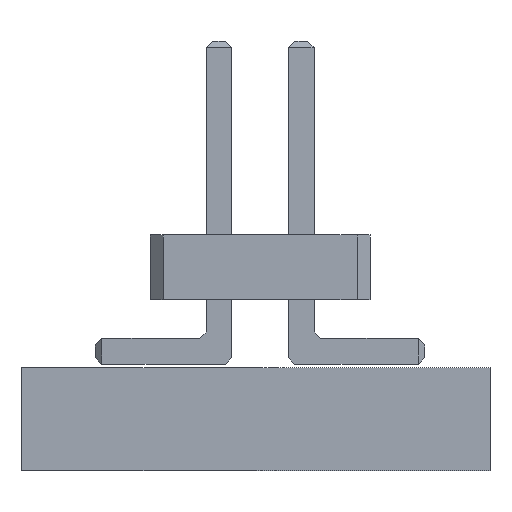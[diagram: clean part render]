
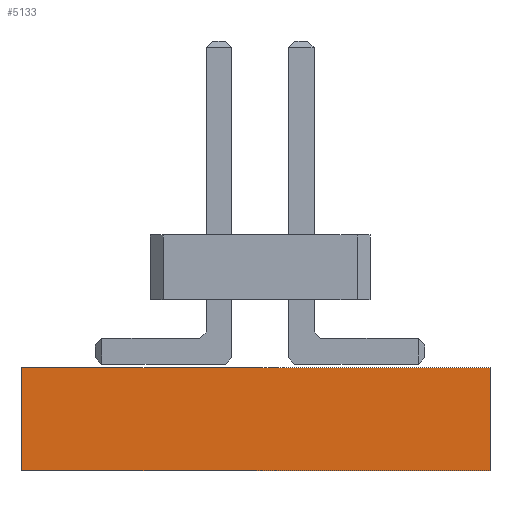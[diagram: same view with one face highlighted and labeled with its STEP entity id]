
A CAD part, front view. The second image highlights one B-rep face of the part: STEP entity #5133.
In plain terms, the highlighted planar face has unit normal (0, -1, 0).
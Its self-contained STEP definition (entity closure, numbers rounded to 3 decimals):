
#4579 = PLANE('',#4580);
#4580 = AXIS2_PLACEMENT_3D('',#4581,#4582,#4583);
#4581 = CARTESIAN_POINT('',(62.23,-25.4,0.));
#4582 = DIRECTION('',(-1.,0.,0.));
#4583 = DIRECTION('',(0.,1.,0.));
#4607 = PLANE('',#4608);
#4608 = AXIS2_PLACEMENT_3D('',#4609,#4610,#4611);
#4609 = CARTESIAN_POINT('',(65.85,-20.638,1.6));
#4610 = DIRECTION('',(0.,0.,-1.));
#4611 = DIRECTION('',(-1.,0.,0.));
#4635 = PLANE('',#4636);
#4636 = AXIS2_PLACEMENT_3D('',#4637,#4638,#4639);
#4637 = CARTESIAN_POINT('',(69.469,-15.875,0.));
#4638 = DIRECTION('',(1.,0.,0.));
#4639 = DIRECTION('',(0.,-1.,0.));
#4661 = PLANE('',#4662);
#4662 = AXIS2_PLACEMENT_3D('',#4663,#4664,#4665);
#4663 = CARTESIAN_POINT('',(65.85,-20.638,0.));
#4664 = DIRECTION('',(0.,0.,-1.));
#4665 = DIRECTION('',(-1.,0.,0.));
#4676 = EDGE_CURVE('',#4677,#4679,#4681,.T.);
#4677 = VERTEX_POINT('',#4678);
#4678 = CARTESIAN_POINT('',(62.23,-25.4,0.));
#4679 = VERTEX_POINT('',#4680);
#4680 = CARTESIAN_POINT('',(62.23,-25.4,1.6));
#4681 = SURFACE_CURVE('',#4682,(#4686,#4693),.PCURVE_S1.);
#4682 = LINE('',#4683,#4684);
#4683 = CARTESIAN_POINT('',(62.23,-25.4,0.));
#4684 = VECTOR('',#4685,1.);
#4685 = DIRECTION('',(0.,0.,1.));
#4686 = PCURVE('',#4579,#4687);
#4687 = DEFINITIONAL_REPRESENTATION('',(#4688),#4692);
#4688 = LINE('',#4689,#4690);
#4689 = CARTESIAN_POINT('',(0.,0.));
#4690 = VECTOR('',#4691,1.);
#4691 = DIRECTION('',(0.,-1.));
#4692 = ( GEOMETRIC_REPRESENTATION_CONTEXT(2) 
PARAMETRIC_REPRESENTATION_CONTEXT() REPRESENTATION_CONTEXT('2D SPACE',''
  ) );
#4693 = PCURVE('',#4694,#4699);
#4694 = PLANE('',#4695);
#4695 = AXIS2_PLACEMENT_3D('',#4696,#4697,#4698);
#4696 = CARTESIAN_POINT('',(69.469,-25.4,0.));
#4697 = DIRECTION('',(0.,-1.,0.));
#4698 = DIRECTION('',(-1.,0.,0.));
#4699 = DEFINITIONAL_REPRESENTATION('',(#4700),#4704);
#4700 = LINE('',#4701,#4702);
#4701 = CARTESIAN_POINT('',(7.239,0.));
#4702 = VECTOR('',#4703,1.);
#4703 = DIRECTION('',(0.,-1.));
#4704 = ( GEOMETRIC_REPRESENTATION_CONTEXT(2) 
PARAMETRIC_REPRESENTATION_CONTEXT() REPRESENTATION_CONTEXT('2D SPACE',''
  ) );
#4754 = VERTEX_POINT('',#4755);
#4755 = CARTESIAN_POINT('',(69.469,-25.4,1.6));
#4776 = EDGE_CURVE('',#4777,#4754,#4779,.T.);
#4777 = VERTEX_POINT('',#4778);
#4778 = CARTESIAN_POINT('',(69.469,-25.4,0.));
#4779 = SURFACE_CURVE('',#4780,(#4784,#4791),.PCURVE_S1.);
#4780 = LINE('',#4781,#4782);
#4781 = CARTESIAN_POINT('',(69.469,-25.4,0.));
#4782 = VECTOR('',#4783,1.);
#4783 = DIRECTION('',(0.,0.,1.));
#4784 = PCURVE('',#4635,#4785);
#4785 = DEFINITIONAL_REPRESENTATION('',(#4786),#4790);
#4786 = LINE('',#4787,#4788);
#4787 = CARTESIAN_POINT('',(9.525,0.));
#4788 = VECTOR('',#4789,1.);
#4789 = DIRECTION('',(0.,-1.));
#4790 = ( GEOMETRIC_REPRESENTATION_CONTEXT(2) 
PARAMETRIC_REPRESENTATION_CONTEXT() REPRESENTATION_CONTEXT('2D SPACE',''
  ) );
#4791 = PCURVE('',#4694,#4792);
#4792 = DEFINITIONAL_REPRESENTATION('',(#4793),#4797);
#4793 = LINE('',#4794,#4795);
#4794 = CARTESIAN_POINT('',(0.,0.));
#4795 = VECTOR('',#4796,1.);
#4796 = DIRECTION('',(0.,-1.));
#4797 = ( GEOMETRIC_REPRESENTATION_CONTEXT(2) 
PARAMETRIC_REPRESENTATION_CONTEXT() REPRESENTATION_CONTEXT('2D SPACE',''
  ) );
#4825 = EDGE_CURVE('',#4777,#4677,#4826,.T.);
#4826 = SURFACE_CURVE('',#4827,(#4831,#4838),.PCURVE_S1.);
#4827 = LINE('',#4828,#4829);
#4828 = CARTESIAN_POINT('',(69.469,-25.4,0.));
#4829 = VECTOR('',#4830,1.);
#4830 = DIRECTION('',(-1.,0.,0.));
#4831 = PCURVE('',#4661,#4832);
#4832 = DEFINITIONAL_REPRESENTATION('',(#4833),#4837);
#4833 = LINE('',#4834,#4835);
#4834 = CARTESIAN_POINT('',(-3.62,-4.763));
#4835 = VECTOR('',#4836,1.);
#4836 = DIRECTION('',(1.,0.));
#4837 = ( GEOMETRIC_REPRESENTATION_CONTEXT(2) 
PARAMETRIC_REPRESENTATION_CONTEXT() REPRESENTATION_CONTEXT('2D SPACE',''
  ) );
#4838 = PCURVE('',#4694,#4839);
#4839 = DEFINITIONAL_REPRESENTATION('',(#4840),#4844);
#4840 = LINE('',#4841,#4842);
#4841 = CARTESIAN_POINT('',(0.,0.));
#4842 = VECTOR('',#4843,1.);
#4843 = DIRECTION('',(1.,0.));
#4844 = ( GEOMETRIC_REPRESENTATION_CONTEXT(2) 
PARAMETRIC_REPRESENTATION_CONTEXT() REPRESENTATION_CONTEXT('2D SPACE',''
  ) );
#4992 = EDGE_CURVE('',#4754,#4679,#4993,.T.);
#4993 = SURFACE_CURVE('',#4994,(#4998,#5005),.PCURVE_S1.);
#4994 = LINE('',#4995,#4996);
#4995 = CARTESIAN_POINT('',(69.469,-25.4,1.6));
#4996 = VECTOR('',#4997,1.);
#4997 = DIRECTION('',(-1.,0.,0.));
#4998 = PCURVE('',#4607,#4999);
#4999 = DEFINITIONAL_REPRESENTATION('',(#5000),#5004);
#5000 = LINE('',#5001,#5002);
#5001 = CARTESIAN_POINT('',(-3.62,-4.763));
#5002 = VECTOR('',#5003,1.);
#5003 = DIRECTION('',(1.,0.));
#5004 = ( GEOMETRIC_REPRESENTATION_CONTEXT(2) 
PARAMETRIC_REPRESENTATION_CONTEXT() REPRESENTATION_CONTEXT('2D SPACE',''
  ) );
#5005 = PCURVE('',#4694,#5006);
#5006 = DEFINITIONAL_REPRESENTATION('',(#5007),#5011);
#5007 = LINE('',#5008,#5009);
#5008 = CARTESIAN_POINT('',(0.,-1.6));
#5009 = VECTOR('',#5010,1.);
#5010 = DIRECTION('',(1.,0.));
#5011 = ( GEOMETRIC_REPRESENTATION_CONTEXT(2) 
PARAMETRIC_REPRESENTATION_CONTEXT() REPRESENTATION_CONTEXT('2D SPACE',''
  ) );
#5133 = ADVANCED_FACE('',(#5134),#4694,.T.);
#5134 = FACE_BOUND('',#5135,.T.);
#5135 = EDGE_LOOP('',(#5136,#5137,#5138,#5139));
#5136 = ORIENTED_EDGE('',*,*,#4776,.T.);
#5137 = ORIENTED_EDGE('',*,*,#4992,.T.);
#5138 = ORIENTED_EDGE('',*,*,#4676,.F.);
#5139 = ORIENTED_EDGE('',*,*,#4825,.F.);
